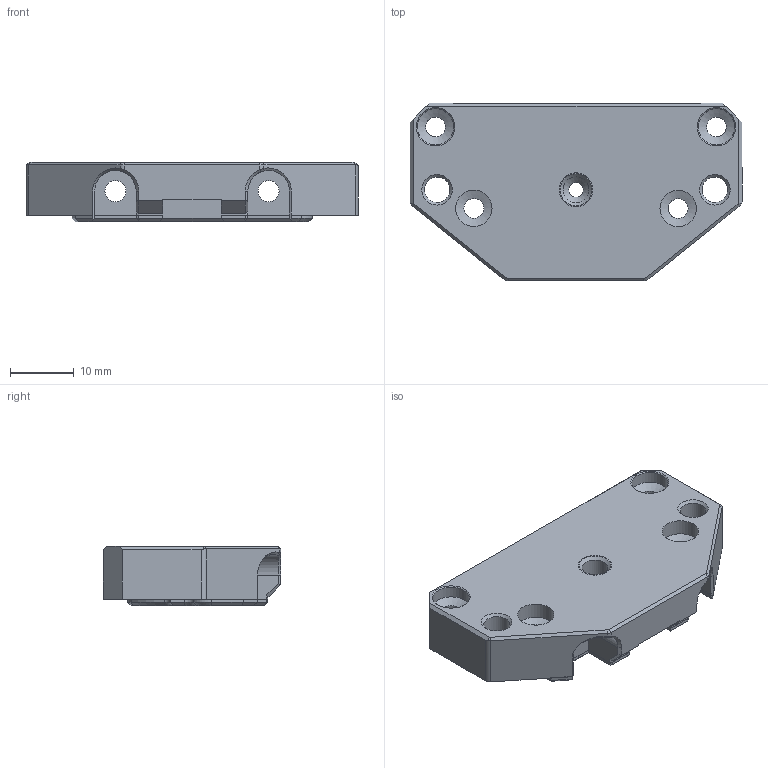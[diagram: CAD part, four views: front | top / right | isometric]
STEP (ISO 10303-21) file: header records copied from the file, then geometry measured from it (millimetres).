
FILE_DESCRIPTION(/* description */ ('FreeCAD Model'),/* implementation_level */ '2;1');
FILE_NAME(/* name */ 'Sherpa Extruder mount - magneto cutter.step',/* time_stamp */ '2025-10-20T14:07:33+02:00',/* author */ (''),/* organization */ (''),/* preprocessor_version */ 'ST-DEVELOPER v20.1',/* originating_system */ 'Autodesk Translation Framework v14.17.0.0',/* authorisation */ '');
FILE_SCHEMA (('AUTOMOTIVE_DESIGN { 1 0 10303 214 3 1 1 }'));
Length unit declared in the file: millimetre
Products named in the file (3): MAIN; toolhead; extruder-mount-sherpa-mini
Assembly tree (2 placements, depth 3):
  MAIN
    toolhead
      extruder-mount-sherpa-mini
Bounding box: 52 x 27.81 x 9.28 mm (x, y, z)
Volume: 9078.7 mm3; surface area: 4817.7 mm2
Topology: 1 solids, 1 shells, 158 faces, 410 edges, 254 vertices
Faces by surface type: plane 95, cylinder 32, cone 27, bspline 4
Full cylindrical faces by diameter (mm): 2.3 x1, 3.1 x4, 3.15 x1, 3.3 x2, 4 x2, 4.1 x1, 5.7 x4
Entity records: 5096 total; most frequent: CARTESIAN_POINT 1096, ORIENTED_EDGE 820, DIRECTION 814, EDGE_CURVE 410, LINE 302, VECTOR 302, AXIS2_PLACEMENT_3D 256, VERTEX_POINT 254
